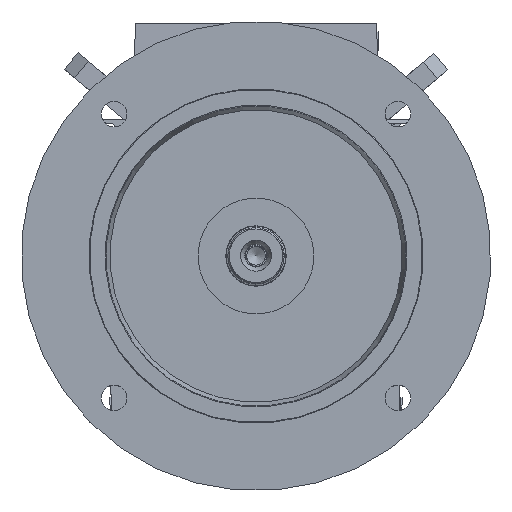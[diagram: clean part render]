
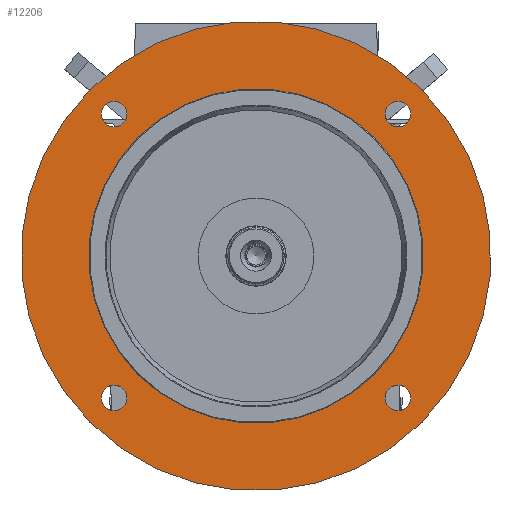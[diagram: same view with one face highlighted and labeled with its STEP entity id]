
A CAD part, top view. The second image highlights one B-rep face of the part: STEP entity #12206.
In plain terms, the highlighted planar face has unit normal (0, 0, 1).
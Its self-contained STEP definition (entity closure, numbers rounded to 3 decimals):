
#1135=PLANE('',#31456);
#12206=ADVANCED_FACE('F2121',(#12609,#12610,#12611,#12612,#12613,#12614),
#1135,.T.);
#12609=FACE_BOUND('',#13915,.T.);
#12610=FACE_BOUND('',#13916,.T.);
#12611=FACE_BOUND('',#13917,.T.);
#12612=FACE_BOUND('',#13918,.T.);
#12613=FACE_BOUND('',#13919,.T.);
#12614=FACE_BOUND('',#13920,.T.);
#13915=EDGE_LOOP('',(#19123));
#13916=EDGE_LOOP('',(#19124));
#13917=EDGE_LOOP('',(#19125));
#13918=EDGE_LOOP('',(#19126));
#13919=EDGE_LOOP('',(#19127));
#13920=EDGE_LOOP('',(#19128));
#19123=ORIENTED_EDGE('',*,*,#29227,.F.);
#19124=ORIENTED_EDGE('',*,*,#29228,.T.);
#19125=ORIENTED_EDGE('',*,*,#29225,.T.);
#19126=ORIENTED_EDGE('',*,*,#29222,.T.);
#19127=ORIENTED_EDGE('',*,*,#29220,.T.);
#19128=ORIENTED_EDGE('',*,*,#29217,.T.);
#24163=VERTEX_POINT('',#67967);
#24164=VERTEX_POINT('',#67971);
#24166=VERTEX_POINT('',#67977);
#24168=VERTEX_POINT('',#67983);
#24170=VERTEX_POINT('',#67989);
#24171=VERTEX_POINT('',#67991);
#29217=EDGE_CURVE('E2727',#24163,#24163,#29838,.T.);
#29220=EDGE_CURVE('E11',#24164,#24164,#29840,.T.);
#29222=EDGE_CURVE('E3838',#24166,#24166,#29841,.T.);
#29225=EDGE_CURVE('E3939',#24168,#24168,#29843,.T.);
#29227=EDGE_CURVE('E2525',#24170,#24170,#29845,.T.);
#29228=EDGE_CURVE('E4040',#24171,#24171,#29846,.T.);
#29838=CIRCLE('',#31443,125.);
#29840=CIRCLE('',#31446,9.5);
#29841=CIRCLE('',#31448,9.5);
#29843=CIRCLE('',#31451,9.5);
#29845=CIRCLE('',#31454,175.524);
#29846=CIRCLE('',#31455,9.5);
#31443=AXIS2_PLACEMENT_3D('',#67968,#37135,#37136);
#31446=AXIS2_PLACEMENT_3D('',#67974,#37142,#37143);
#31448=AXIS2_PLACEMENT_3D('',#67979,#37147,#37148);
#31451=AXIS2_PLACEMENT_3D('',#67985,#37154,#37155);
#31454=AXIS2_PLACEMENT_3D('',#67988,#37160,#37161);
#31455=AXIS2_PLACEMENT_3D('',#67990,#37162,#37163);
#31456=AXIS2_PLACEMENT_3D('',#67992,#37164,#37165);
#37135=DIRECTION('',(0.,0.,-1.));
#37136=DIRECTION('',(-1.,0.,0.));
#37142=DIRECTION('',(0.,0.,-1.));
#37143=DIRECTION('',(-1.,0.,0.));
#37147=DIRECTION('',(0.,0.,-1.));
#37148=DIRECTION('',(-1.,0.,0.));
#37154=DIRECTION('',(0.,0.,-1.));
#37155=DIRECTION('',(-1.,0.,0.));
#37160=DIRECTION('',(0.,0.,-1.));
#37161=DIRECTION('',(-1.,0.,0.));
#37162=DIRECTION('',(0.,0.,-1.));
#37163=DIRECTION('',(-1.,0.,0.));
#37164=DIRECTION('',(0.,0.,1.));
#37165=DIRECTION('',(1.,0.,0.));
#67967=CARTESIAN_POINT('',(88.388,88.388,79.));
#67968=CARTESIAN_POINT('',(0.,0.,79.));
#67971=CARTESIAN_POINT('',(115.566,106.066,79.));
#67974=CARTESIAN_POINT('',(106.066,106.066,79.));
#67977=CARTESIAN_POINT('',(-106.066,115.566,79.));
#67979=CARTESIAN_POINT('',(-106.066,106.066,79.));
#67983=CARTESIAN_POINT('',(-115.566,-106.066,79.));
#67985=CARTESIAN_POINT('',(-106.066,-106.066,79.));
#67988=CARTESIAN_POINT('',(0.,0.,79.));
#67989=CARTESIAN_POINT('',(124.114,124.114,79.));
#67990=CARTESIAN_POINT('',(106.066,-106.066,79.));
#67991=CARTESIAN_POINT('',(106.066,-115.566,79.));
#67992=CARTESIAN_POINT('',(-193.076,-193.076,79.));
